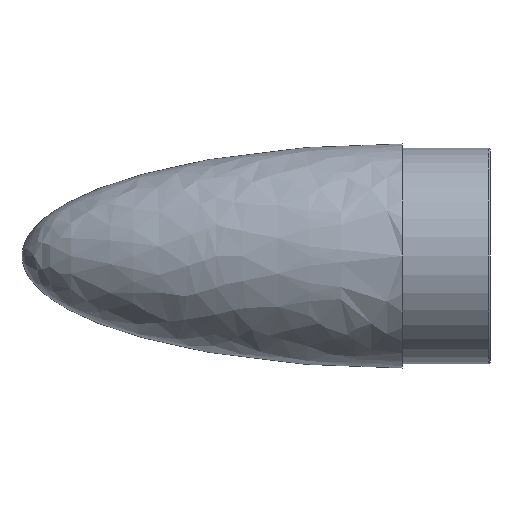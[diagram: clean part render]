
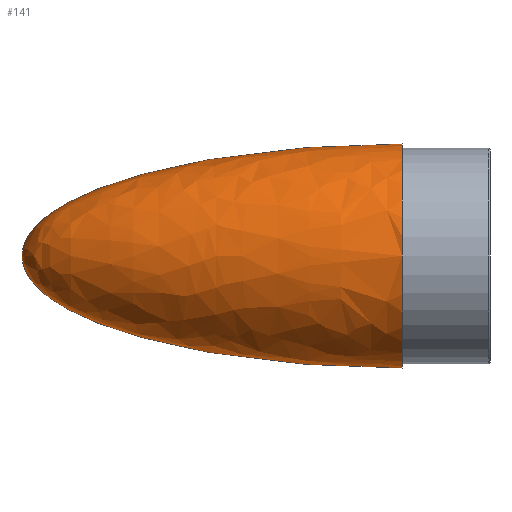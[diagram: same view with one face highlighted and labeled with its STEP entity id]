
A CAD part, left-side view. The second image highlights one B-rep face of the part: STEP entity #141.
In plain terms, the highlighted free-form (B-spline) face has degree [3, 3] with [4, 4] control points.
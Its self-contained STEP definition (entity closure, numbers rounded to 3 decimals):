
#4 = ORIENTED_EDGE ( 'NONE', *, *, #336, .T. ) ;
#21 = CARTESIAN_POINT ( 'NONE',  ( 0., 160., 0. ) ) ;
#22 = CARTESIAN_POINT ( 'NONE',  ( 0., 30., -38.3 ) ) ;
#24 = CARTESIAN_POINT ( 'NONE',  ( 0., 160., 0. ) ) ;
#73 = CARTESIAN_POINT ( 'NONE',  ( 0., 160., 0. ) ) ;
#100 = ORIENTED_EDGE ( 'NONE', *, *, #329, .T. ) ;
#129 = CARTESIAN_POINT ( 'NONE',  ( 0., 30., 38.3 ) ) ;
#133 = CARTESIAN_POINT ( 'NONE',  ( 0., 106.152, -38.3 ) ) ;
#136 = FACE_OUTER_BOUND ( 'NONE', #250, .T. ) ;
#141 = ADVANCED_FACE ( 'NONE', ( #136 ), #417, .T. ) ;
#175 = CARTESIAN_POINT ( 'NONE',  ( 0., 160., 0. ) ) ;
#214 = CARTESIAN_POINT ( 'NONE',  ( -76.6, 30., 38.3 ) ) ;
#219 = CARTESIAN_POINT ( 'NONE',  ( -44.871, 160., -22.436 ) ) ;
#234 =( BOUNDED_CURVE ( )  B_SPLINE_CURVE ( 3, ( #73, #263, #467, #22 ),
 .UNSPECIFIED., .F., .F. ) 
 B_SPLINE_CURVE_WITH_KNOTS ( ( 4, 4 ),
 ( 0., 1.571 ),
 .UNSPECIFIED. ) 
 CURVE ( )  GEOMETRIC_REPRESENTATION_ITEM ( )  RATIONAL_B_SPLINE_CURVE ( ( 1., 0.805, 0.805, 1. ) ) 
 REPRESENTATION_ITEM ( '' )  );
#250 = EDGE_LOOP ( 'NONE', ( #562, #100, #4 ) ) ;
#261 = CARTESIAN_POINT ( 'NONE',  ( 0., 160., -22.436 ) ) ;
#263 = CARTESIAN_POINT ( 'NONE',  ( 0., 160., -22.436 ) ) ;
#292 = CARTESIAN_POINT ( 'NONE',  ( 0., 160., 22.436 ) ) ;
#297 = VERTEX_POINT ( 'NONE', #599 ) ;
#303 =( BOUNDED_CURVE ( )  B_SPLINE_CURVE ( 3, ( #632, #292, #496, #578 ),
 .UNSPECIFIED., .F., .F. ) 
 B_SPLINE_CURVE_WITH_KNOTS ( ( 4, 4 ),
 ( 0., 1.571 ),
 .UNSPECIFIED. ) 
 CURVE ( )  GEOMETRIC_REPRESENTATION_ITEM ( )  RATIONAL_B_SPLINE_CURVE ( ( 1., 0.805, 0.805, 1. ) ) 
 REPRESENTATION_ITEM ( '' )  );
#324 = CARTESIAN_POINT ( 'NONE',  ( 0., 106.152, 38.3 ) ) ;
#329 = EDGE_CURVE ( 'NONE', #517, #380, #234, .T. ) ;
#335 = DIRECTION ( 'NONE',  ( 0., 1., 0. ) ) ;
#336 = EDGE_CURVE ( 'NONE', #380, #297, #484, .T. ) ;
#363 = CARTESIAN_POINT ( 'NONE',  ( 0., 30., -38.3 ) ) ;
#380 = VERTEX_POINT ( 'NONE', #491 ) ;
#392 = EDGE_CURVE ( 'NONE', #517, #297, #303, .T. ) ;
#414 = CARTESIAN_POINT ( 'NONE',  ( -76.6, 106.152, 38.3 ) ) ;
#417 =( BOUNDED_SURFACE ( )  B_SPLINE_SURFACE ( 3, 3, ( 
 ( #615, #475, #175, #24 ),
 ( #261, #219, #420, #576 ),
 ( #133, #573, #414, #324 ),
 ( #363, #465, #214, #129 ) ),
 .UNSPECIFIED., .F., .F., .T. ) 
 B_SPLINE_SURFACE_WITH_KNOTS ( ( 4, 4 ),
 ( 4, 4 ),
 ( 0., 1. ),
 ( 0., 1. ),
 .UNSPECIFIED. ) 
 GEOMETRIC_REPRESENTATION_ITEM ( )  RATIONAL_B_SPLINE_SURFACE ( (
 ( 1., 0.333, 0.333, 1.),
 ( 0.805, 0.268, 0.268, 0.805),
 ( 0.805, 0.268, 0.268, 0.805),
 ( 1., 0.333, 0.333, 1.) ) ) 
 REPRESENTATION_ITEM ( '' )  SURFACE ( )  );
#420 = CARTESIAN_POINT ( 'NONE',  ( -44.871, 160., 22.436 ) ) ;
#421 = CARTESIAN_POINT ( 'NONE',  ( 0., 30., 0. ) ) ;
#465 = CARTESIAN_POINT ( 'NONE',  ( -76.6, 30., -38.3 ) ) ;
#467 = CARTESIAN_POINT ( 'NONE',  ( 0., 106.152, -38.3 ) ) ;
#475 = CARTESIAN_POINT ( 'NONE',  ( 0., 160., 0. ) ) ;
#484 = CIRCLE ( 'NONE', #566, 38.3 ) ;
#491 = CARTESIAN_POINT ( 'NONE',  ( 0., 30., -38.3 ) ) ;
#496 = CARTESIAN_POINT ( 'NONE',  ( 0., 106.152, 38.3 ) ) ;
#517 = VERTEX_POINT ( 'NONE', #21 ) ;
#562 = ORIENTED_EDGE ( 'NONE', *, *, #392, .F. ) ;
#566 = AXIS2_PLACEMENT_3D ( 'NONE', #421, #335, #586 ) ;
#573 = CARTESIAN_POINT ( 'NONE',  ( -76.6, 106.152, -38.3 ) ) ;
#576 = CARTESIAN_POINT ( 'NONE',  ( 0., 160., 22.436 ) ) ;
#578 = CARTESIAN_POINT ( 'NONE',  ( 0., 30., 38.3 ) ) ;
#586 = DIRECTION ( 'NONE',  ( 0., 0., 1. ) ) ;
#599 = CARTESIAN_POINT ( 'NONE',  ( 0., 30., 38.3 ) ) ;
#615 = CARTESIAN_POINT ( 'NONE',  ( 0., 160., 0. ) ) ;
#632 = CARTESIAN_POINT ( 'NONE',  ( 0., 160., 0. ) ) ;
